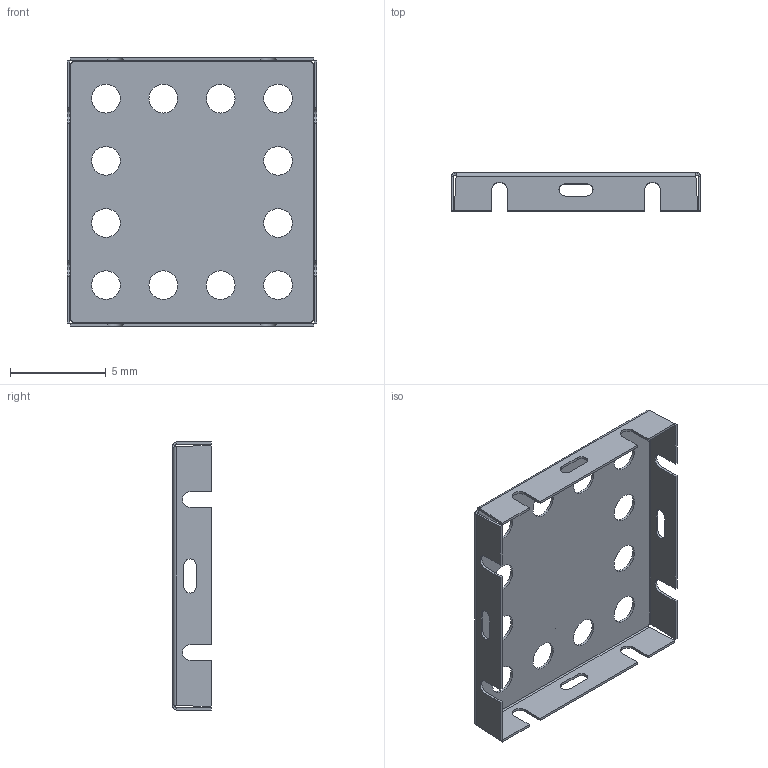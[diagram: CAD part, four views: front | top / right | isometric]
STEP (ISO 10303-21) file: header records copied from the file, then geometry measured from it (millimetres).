
FILE_DESCRIPTION( ( '' ), ' ' );
FILE_NAME( '58254523961f70108c561c74.step', '2016-11-11T04:12:20', ( '' ), ( '' ), ' ', ' ', ' ' );
FILE_SCHEMA( ( 'AUTOMOTIVE_DESIGN { 1 0 10303 214 1 1 1 1 }' ) );
Length unit declared in the file: metre
Products named in the file (1): Laird-$PARTNUMBER_Laird-BMI-S-201-F  and  BMI-S-201-C_BMI-S-201-C
Bounding box: 13.06 x 2 x 14.02 mm (x, y, z)
Volume: 31.5 mm3; surface area: 511.1 mm2
Topology: 1 solids, 1 shells, 446 faces, 1234 edges, 812 vertices
Faces by surface type: plane 390, cylinder 40, bspline 16
Full cylindrical faces by diameter (mm): 1.5 x12
Entity records: 18098 total; most frequent: CARTESIAN_POINT 3157, ORIENTED_EDGE 2444, DIRECTION 2116, EDGE_CURVE 1222, LINE 1126, VECTOR 1126, VERTEX_POINT 812, EDGE_LOOP 512
